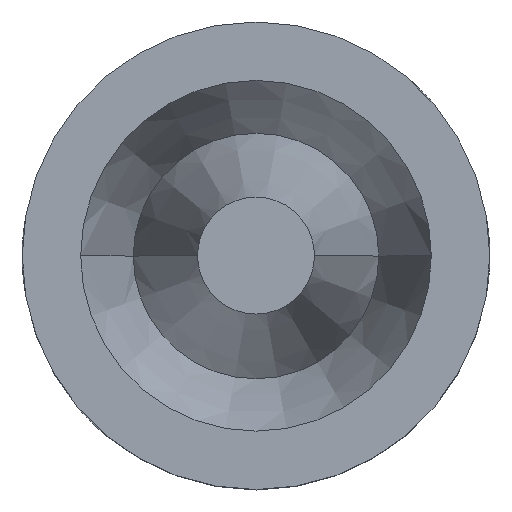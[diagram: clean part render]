
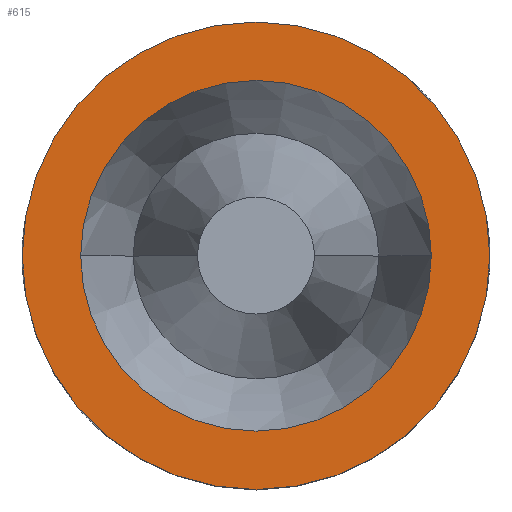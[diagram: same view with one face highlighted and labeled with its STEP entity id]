
A CAD part, top view. The second image highlights one B-rep face of the part: STEP entity #615.
In plain terms, the highlighted planar face has unit normal (0, 0, 1).
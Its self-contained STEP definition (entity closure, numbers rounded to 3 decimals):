
#125=CARTESIAN_POINT('POINT11',(30.,0.,90.));
#126=VERTEX_POINT('VERTEX11',#125);
#133=CARTESIAN_POINT('POINT12',(-30.,0.,90.
   ));
#134=VERTEX_POINT('VERTEX12',#133);
#135=CARTESIAN_POINT('POS14',(0.,0.,90.));
#136=DIRECTION('DIR24',(0.,0.,-1.));
#137=DIRECTION('DIR25',(1.,0.,0.));
#138=AXIS2_PLACEMENT_3D('AXIS11',#135,#136,#137);
#139=CIRCLE('ELLIPSE6',#138,30.);
#140=EDGE_CURVE('EDGE14',#134,#126,#139,.T.);
#160=EDGE_CURVE('EDGE16',#126,#134,#139,.T.);
#591=ORIENTED_EDGE('COEDGE59',*,*,#160,.T.);
#592=ORIENTED_EDGE('COEDGE60',*,*,#140,.T.);
#593=EDGE_LOOP('NONE',(#591,#592));
#594=FACE_BOUND('LOOP1',#593,.T.);
#595=CARTESIAN_POINT('POINT27',(40.,0.,90.));
#596=VERTEX_POINT('VERTEX27',#595);
#597=CARTESIAN_POINT('POINT28',(-40.,0.,90.
   ));
#598=VERTEX_POINT('VERTEX28',#597);
#599=CARTESIAN_POINT('POS31',(0.,0.,90.));
#600=DIRECTION('DIR49',(0.,0.,1.));
#601=DIRECTION('DIR50',(1.,0.,0.));
#602=AXIS2_PLACEMENT_3D('AXIS19',#599,#600,#601);
#603=CIRCLE('ELLIPSE8',#602,40.);
#604=EDGE_CURVE('EDGE38',#596,#598,#603,.T.);
#605=ORIENTED_EDGE('COEDGE61',*,*,#604,.T.);
#606=EDGE_CURVE('EDGE39',#598,#596,#603,.T.);
#607=ORIENTED_EDGE('COEDGE62',*,*,#606,.T.);
#608=EDGE_LOOP('NONE',(#605,#607));
#609=FACE_BOUND('LOOP1',#608,.T.);
#610=CARTESIAN_POINT('POS32',(0.,0.,90.));
#611=DIRECTION('DIR51',(0.,0.,1.));
#612=DIRECTION('DIR52',(1.,0.,0.));
#613=AXIS2_PLACEMENT_3D('AXIS20',#610,#611,#612);
#614=PLANE('PLANE6',#613);
#615=ADVANCED_FACE('FACE17',(#594,#609),#614,.T.);
